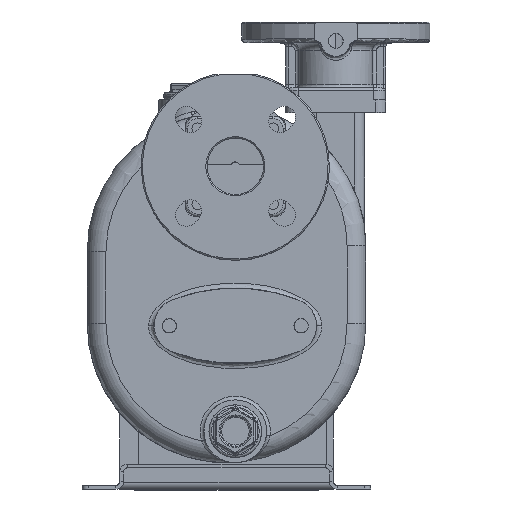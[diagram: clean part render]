
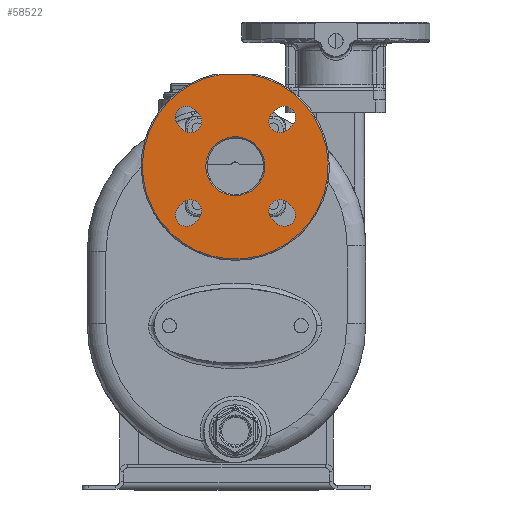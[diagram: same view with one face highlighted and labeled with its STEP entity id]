
A CAD part, top view. The second image highlights one B-rep face of the part: STEP entity #58522.
In plain terms, the highlighted planar face has unit normal (0, 0, 1).
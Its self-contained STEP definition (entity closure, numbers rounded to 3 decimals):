
#7804=CARTESIAN_POINT('',(7.,237.,146.));
#7805=DIRECTION('',(0.,0.,1.));
#7806=DIRECTION('',(-0.164,0.986,0.));
#7807=AXIS2_PLACEMENT_3D('',#7804,#7805,#7806);
#7830=DIRECTION('',(1.,0.,0.));
#7831=VECTOR('',#7830,24.249);
#7832=CARTESIAN_POINT('',(-5.124,310.,146.));
#7833=LINE('',#7832,#7831);
#7834=CARTESIAN_POINT('',(7.,237.,146.));
#7835=DIRECTION('',(0.,0.,1.));
#7836=DIRECTION('',(0.,1.,0.));
#7837=AXIS2_PLACEMENT_3D('',#7834,#7835,#7836);
#7839=CARTESIAN_POINT('',(7.,237.,146.));
#7840=DIRECTION('',(0.,0.,1.));
#7841=DIRECTION('',(0.,-1.,0.));
#7842=AXIS2_PLACEMENT_3D('',#7839,#7840,#7841);
#7844=DIRECTION('',(0.707,0.707,0.));
#7845=VECTOR('',#7844,4.5);
#7846=CARTESIAN_POINT('',(49.073,266.345,146.));
#7847=LINE('',#7846,#7845);
#7848=CARTESIAN_POINT('',(45.891,275.891,146.));
#7849=DIRECTION('',(0.,0.,1.));
#7850=DIRECTION('',(0.707,-0.707,0.));
#7851=AXIS2_PLACEMENT_3D('',#7848,#7849,#7850);
#7853=DIRECTION('',(-0.707,-0.707,0.));
#7854=VECTOR('',#7853,4.5);
#7855=CARTESIAN_POINT('',(39.527,282.255,146.));
#7856=LINE('',#7855,#7854);
#7857=CARTESIAN_POINT('',(42.709,272.709,146.));
#7858=DIRECTION('',(0.,0.,1.));
#7859=DIRECTION('',(-0.707,0.707,0.));
#7860=AXIS2_PLACEMENT_3D('',#7857,#7858,#7859);
#7862=DIRECTION('',(-0.707,0.707,0.));
#7863=VECTOR('',#7862,4.5);
#7864=CARTESIAN_POINT('',(-22.345,279.073,146.));
#7865=LINE('',#7864,#7863);
#7866=CARTESIAN_POINT('',(-31.891,275.891,146.));
#7867=DIRECTION('',(0.,0.,1.));
#7868=DIRECTION('',(0.707,0.707,0.));
#7869=AXIS2_PLACEMENT_3D('',#7866,#7867,#7868);
#7871=DIRECTION('',(0.707,-0.707,0.));
#7872=VECTOR('',#7871,4.5);
#7873=CARTESIAN_POINT('',(-38.255,269.527,146.));
#7874=LINE('',#7873,#7872);
#7875=CARTESIAN_POINT('',(-28.709,272.709,146.));
#7876=DIRECTION('',(0.,0.,1.));
#7877=DIRECTION('',(-0.707,-0.707,0.));
#7878=AXIS2_PLACEMENT_3D('',#7875,#7876,#7877);
#7880=DIRECTION('',(-0.707,-0.707,0.));
#7881=VECTOR('',#7880,4.5);
#7882=CARTESIAN_POINT('',(-35.073,207.655,146.));
#7883=LINE('',#7882,#7881);
#7884=CARTESIAN_POINT('',(-31.891,198.109,146.));
#7885=DIRECTION('',(0.,0.,1.));
#7886=DIRECTION('',(-0.707,0.707,0.));
#7887=AXIS2_PLACEMENT_3D('',#7884,#7885,#7886);
#7889=DIRECTION('',(0.707,0.707,0.));
#7890=VECTOR('',#7889,4.5);
#7891=CARTESIAN_POINT('',(-25.527,191.745,146.));
#7892=LINE('',#7891,#7890);
#7893=CARTESIAN_POINT('',(-28.709,201.291,146.));
#7894=DIRECTION('',(0.,0.,1.));
#7895=DIRECTION('',(0.707,-0.707,0.));
#7896=AXIS2_PLACEMENT_3D('',#7893,#7894,#7895);
#7898=DIRECTION('',(0.707,-0.707,0.));
#7899=VECTOR('',#7898,4.5);
#7900=CARTESIAN_POINT('',(36.345,194.927,146.));
#7901=LINE('',#7900,#7899);
#7902=CARTESIAN_POINT('',(45.891,198.109,146.));
#7903=DIRECTION('',(0.,0.,1.));
#7904=DIRECTION('',(-0.707,-0.707,0.));
#7905=AXIS2_PLACEMENT_3D('',#7902,#7903,#7904);
#7907=DIRECTION('',(-0.707,0.707,0.));
#7908=VECTOR('',#7907,4.5);
#7909=CARTESIAN_POINT('',(52.255,204.473,146.));
#7910=LINE('',#7909,#7908);
#7911=CARTESIAN_POINT('',(42.709,201.291,146.));
#7912=DIRECTION('',(0.,0.,1.));
#7913=DIRECTION('',(0.707,0.707,0.));
#7914=AXIS2_PLACEMENT_3D('',#7911,#7912,#7913);
#43022=CARTESIAN_POINT('',(49.073,266.345,146.));
#43023=CARTESIAN_POINT('',(52.255,269.527,146.));
#43024=VERTEX_POINT('',#43022);
#43025=VERTEX_POINT('',#43023);
#43026=CARTESIAN_POINT('',(39.527,282.255,146.));
#43027=VERTEX_POINT('',#43026);
#43028=CARTESIAN_POINT('',(36.345,279.073,146.));
#43029=VERTEX_POINT('',#43028);
#43038=CARTESIAN_POINT('',(-22.345,279.073,146.));
#43039=CARTESIAN_POINT('',(-25.527,282.255,146.));
#43040=VERTEX_POINT('',#43038);
#43041=VERTEX_POINT('',#43039);
#43042=CARTESIAN_POINT('',(-38.255,269.527,146.));
#43043=VERTEX_POINT('',#43042);
#43044=CARTESIAN_POINT('',(-35.073,266.345,146.));
#43045=VERTEX_POINT('',#43044);
#43054=CARTESIAN_POINT('',(-35.073,207.655,146.));
#43055=CARTESIAN_POINT('',(-38.255,204.473,146.));
#43056=VERTEX_POINT('',#43054);
#43057=VERTEX_POINT('',#43055);
#43058=CARTESIAN_POINT('',(-25.527,191.745,146.));
#43059=VERTEX_POINT('',#43058);
#43060=CARTESIAN_POINT('',(-22.345,194.927,146.));
#43061=VERTEX_POINT('',#43060);
#43070=CARTESIAN_POINT('',(36.345,194.927,146.));
#43071=CARTESIAN_POINT('',(39.527,191.745,146.));
#43072=VERTEX_POINT('',#43070);
#43073=VERTEX_POINT('',#43071);
#43074=CARTESIAN_POINT('',(52.255,204.473,146.));
#43075=VERTEX_POINT('',#43074);
#43076=CARTESIAN_POINT('',(49.073,207.655,146.));
#43077=VERTEX_POINT('',#43076);
#43086=CARTESIAN_POINT('',(-5.124,310.,146.));
#43087=CARTESIAN_POINT('',(19.124,310.,146.));
#43088=VERTEX_POINT('',#43086);
#43089=VERTEX_POINT('',#43087);
#43276=CARTESIAN_POINT('',(7.,260.5,146.));
#43277=CARTESIAN_POINT('',(7.,213.5,146.));
#43278=VERTEX_POINT('',#43276);
#43279=VERTEX_POINT('',#43277);
#58467=CARTESIAN_POINT('',(7.,237.,146.));
#58468=DIRECTION('',(0.,0.,1.));
#58469=DIRECTION('',(0.,-1.,0.));
#58470=AXIS2_PLACEMENT_3D('',#58467,#58468,#58469);
#58471=PLANE('',#58470);
#58472=ORIENTED_EDGE('',*,*,#58442,.T.);
#58473=ORIENTED_EDGE('',*,*,#58458,.F.);
#58474=EDGE_LOOP('',(#58472,#58473));
#58475=FACE_OUTER_BOUND('',#58474,.F.);
#58477=ORIENTED_EDGE('',*,*,#58476,.T.);
#58479=ORIENTED_EDGE('',*,*,#58478,.T.);
#58480=EDGE_LOOP('',(#58477,#58479));
#58481=FACE_BOUND('',#58480,.F.);
#58483=ORIENTED_EDGE('',*,*,#58482,.T.);
#58485=ORIENTED_EDGE('',*,*,#58484,.T.);
#58487=ORIENTED_EDGE('',*,*,#58486,.T.);
#58489=ORIENTED_EDGE('',*,*,#58488,.T.);
#58490=EDGE_LOOP('',(#58483,#58485,#58487,#58489));
#58491=FACE_BOUND('',#58490,.F.);
#58493=ORIENTED_EDGE('',*,*,#58492,.T.);
#58495=ORIENTED_EDGE('',*,*,#58494,.T.);
#58497=ORIENTED_EDGE('',*,*,#58496,.T.);
#58499=ORIENTED_EDGE('',*,*,#58498,.T.);
#58500=EDGE_LOOP('',(#58493,#58495,#58497,#58499));
#58501=FACE_BOUND('',#58500,.F.);
#58503=ORIENTED_EDGE('',*,*,#58502,.T.);
#58505=ORIENTED_EDGE('',*,*,#58504,.T.);
#58507=ORIENTED_EDGE('',*,*,#58506,.T.);
#58509=ORIENTED_EDGE('',*,*,#58508,.T.);
#58510=EDGE_LOOP('',(#58503,#58505,#58507,#58509));
#58511=FACE_BOUND('',#58510,.F.);
#58513=ORIENTED_EDGE('',*,*,#58512,.T.);
#58515=ORIENTED_EDGE('',*,*,#58514,.T.);
#58517=ORIENTED_EDGE('',*,*,#58516,.T.);
#58519=ORIENTED_EDGE('',*,*,#58518,.T.);
#58520=EDGE_LOOP('',(#58513,#58515,#58517,#58519));
#58521=FACE_BOUND('',#58520,.F.);
#58522=ADVANCED_FACE('',(#58475,#58481,#58491,#58501,#58511,#58521),#58471,.T.);
#7808=CIRCLE('',#7807,74.);
#7838=CIRCLE('',#7837,23.5);
#7843=CIRCLE('',#7842,23.5);
#7852=CIRCLE('',#7851,9.);
#7861=CIRCLE('',#7860,9.);
#7870=CIRCLE('',#7869,9.);
#7879=CIRCLE('',#7878,9.);
#7888=CIRCLE('',#7887,9.);
#7897=CIRCLE('',#7896,9.);
#7906=CIRCLE('',#7905,9.);
#7915=CIRCLE('',#7914,9.);
#58442=EDGE_CURVE('',#43088,#43089,#7833,.T.);
#58458=EDGE_CURVE('',#43088,#43089,#7808,.T.);
#58476=EDGE_CURVE('',#43278,#43279,#7838,.T.);
#58478=EDGE_CURVE('',#43279,#43278,#7843,.T.);
#58482=EDGE_CURVE('',#43024,#43025,#7847,.T.);
#58484=EDGE_CURVE('',#43025,#43027,#7852,.T.);
#58486=EDGE_CURVE('',#43027,#43029,#7856,.T.);
#58488=EDGE_CURVE('',#43029,#43024,#7861,.T.);
#58492=EDGE_CURVE('',#43040,#43041,#7865,.T.);
#58494=EDGE_CURVE('',#43041,#43043,#7870,.T.);
#58496=EDGE_CURVE('',#43043,#43045,#7874,.T.);
#58498=EDGE_CURVE('',#43045,#43040,#7879,.T.);
#58502=EDGE_CURVE('',#43056,#43057,#7883,.T.);
#58504=EDGE_CURVE('',#43057,#43059,#7888,.T.);
#58506=EDGE_CURVE('',#43059,#43061,#7892,.T.);
#58508=EDGE_CURVE('',#43061,#43056,#7897,.T.);
#58512=EDGE_CURVE('',#43072,#43073,#7901,.T.);
#58514=EDGE_CURVE('',#43073,#43075,#7906,.T.);
#58516=EDGE_CURVE('',#43075,#43077,#7910,.T.);
#58518=EDGE_CURVE('',#43077,#43072,#7915,.T.);
